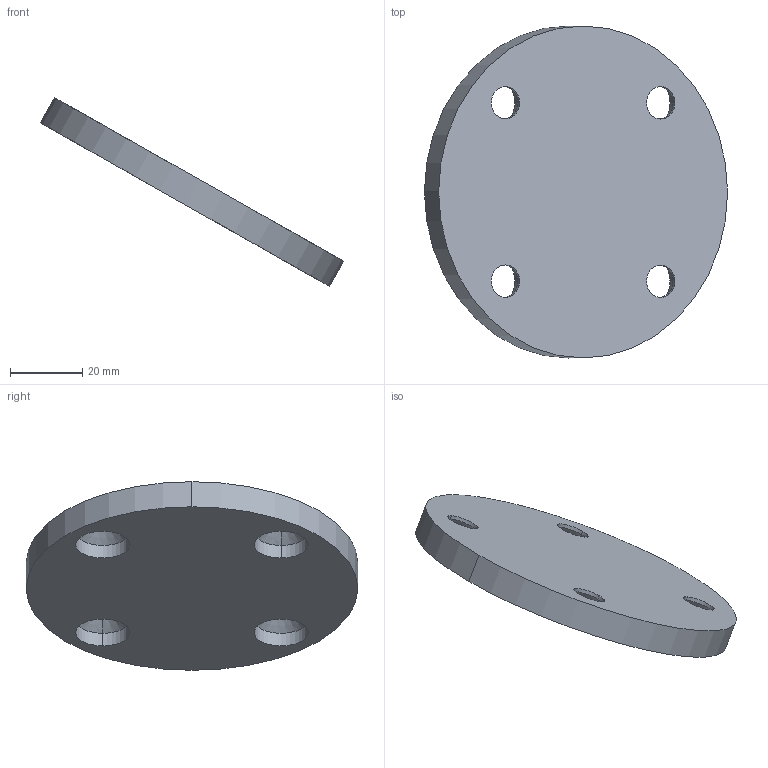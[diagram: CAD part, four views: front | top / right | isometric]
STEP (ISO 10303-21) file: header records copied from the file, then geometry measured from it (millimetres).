
FILE_DESCRIPTION(('CoCreate Modeling STEP Export'),'2;1');
FILE_NAME('s27.stp','2011-05-24T10:57:14',(''),(''),'CoCreate Modeling STEP processor for AP214 (Solid Model)','CoCreate Modeling 18.0P1120 20-Nov-2010 (C) Parametric Technology GmbH','');
FILE_SCHEMA(('AUTOMOTIVE_DESIGN { 1 0 10303 214 1 1 1 1 }'));
Length unit declared in the file: millimetre
Products named in the file (2): NOZZLE_A01-CLADDING_DISC.PRT
Assembly tree (1 placements, depth 2):
  NOZZLE_A01-CLADDING_DISC.PRT
    NOZZLE_A01-CLADDING_DISC.PRT
Bounding box: 84.1 x 92.1 x 52.32 mm (x, y, z)
Volume: 48829.2 mm3; surface area: 16184.4 mm2
Topology: 1 solids, 1 shells, 28 faces, 62 edges, 36 vertices
Faces by surface type: cylinder 18, cone 8, plane 2
Entity records: 969 total; most frequent: ORIENTED_EDGE 124, DIRECTION 122, CARTESIAN_POINT 110, EDGE_CURVE 62, AXIS2_PLACEMENT_3D 48, VERTEX_POINT 36, EDGE_LOOP 36, COLOUR_RGB 29
